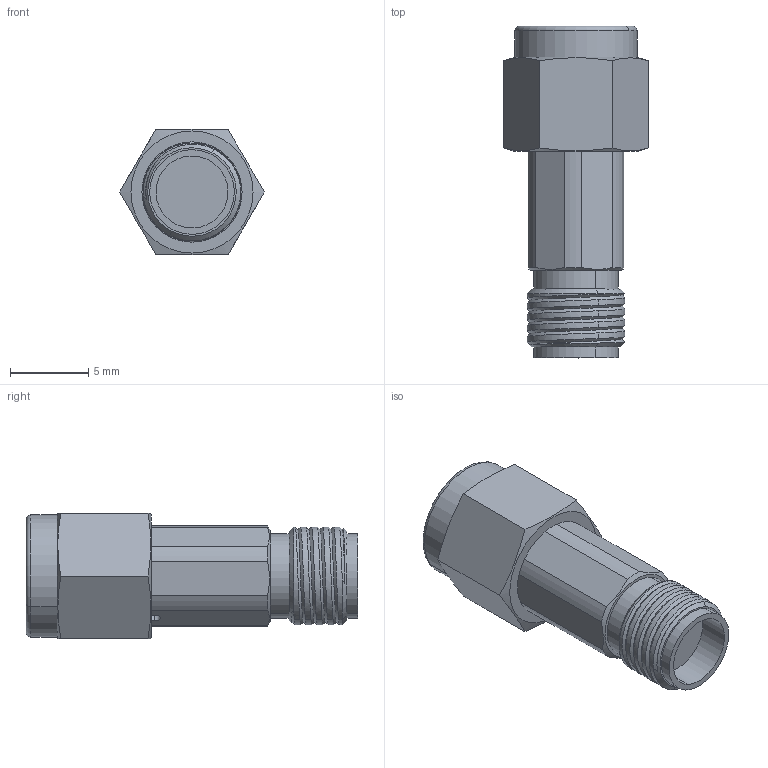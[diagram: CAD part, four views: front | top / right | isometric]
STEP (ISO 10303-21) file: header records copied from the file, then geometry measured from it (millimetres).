
FILE_DESCRIPTION (( 'STEP AP214' ), '1' );
FILE_NAME ('SCA-xx-3M3F-SD-V.STEP', '2024-08-23T11:55:44', ( 'Sysceo.com' ), ( '' ), 'SwSTEP 2.0', 'SolidWorks 2023', '' );
FILE_SCHEMA (( 'AUTOMOTIVE_DESIGN' ));
Length unit declared in the file: millimetre
Products named in the file (1): SCA-xx-3M3F-SD-V
Bounding box: 9.24 x 21.2 x 8 mm (x, y, z)
Volume: 589.5 mm3; surface area: 968.2 mm2
Topology: 2 solids, 2 shells, 117 faces, 310 edges, 199 vertices
Faces by surface type: cylinder 60, plane 35, cone 16, bspline 4, torus 2
Entity records: 5763 total; most frequent: CARTESIAN_POINT 2891, ORIENTED_EDGE 620, DIRECTION 573, EDGE_CURVE 310, AXIS2_PLACEMENT_3D 230, VERTEX_POINT 199, EDGE_LOOP 133, FACE_OUTER_BOUND 117
